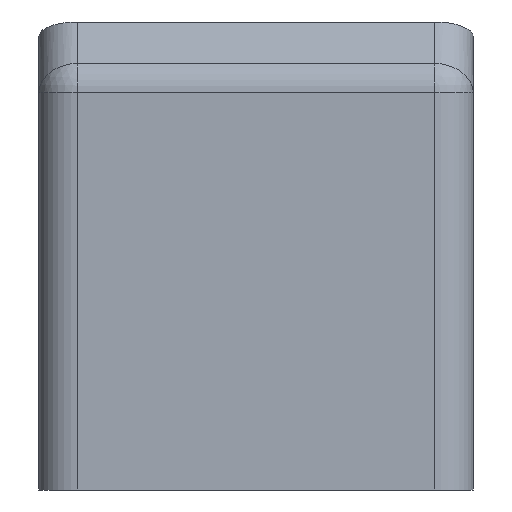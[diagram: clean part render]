
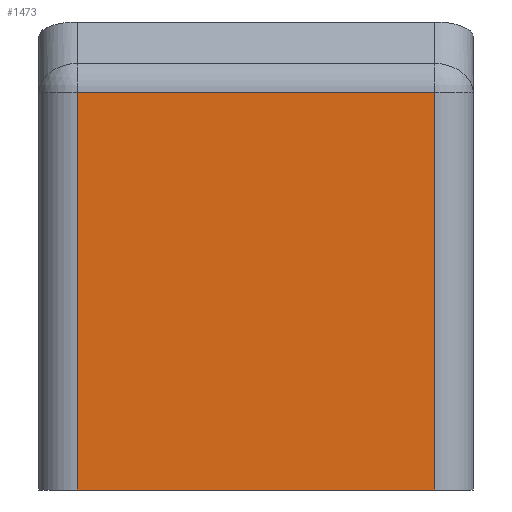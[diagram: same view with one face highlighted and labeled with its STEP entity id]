
A CAD part, front view. The second image highlights one B-rep face of the part: STEP entity #1473.
In plain terms, the highlighted planar face has unit normal (0, -1, 0).
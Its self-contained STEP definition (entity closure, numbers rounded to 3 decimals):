
#77=PLANE('',#1657);
#160=FACE_OUTER_BOUND('',#246,.T.);
#246=EDGE_LOOP('',(#1168,#1169,#1170,#1171));
#302=LINE('',#2206,#438);
#304=LINE('',#2214,#440);
#307=LINE('',#2227,#443);
#348=LINE('',#2430,#484);
#438=VECTOR('',#1749,10.);
#440=VECTOR('',#1757,10.);
#443=VECTOR('',#1772,10.);
#484=VECTOR('',#1925,10.);
#637=VERTEX_POINT('',#2203);
#638=VERTEX_POINT('',#2205);
#641=VERTEX_POINT('',#2213);
#643=VERTEX_POINT('',#2221);
#771=EDGE_CURVE('',#637,#638,#302,.T.);
#775=EDGE_CURVE('',#638,#641,#304,.T.);
#782=EDGE_CURVE('',#641,#643,#307,.T.);
#858=EDGE_CURVE('',#637,#643,#348,.T.);
#1168=ORIENTED_EDGE('',*,*,#771,.F.);
#1169=ORIENTED_EDGE('',*,*,#858,.T.);
#1170=ORIENTED_EDGE('',*,*,#782,.F.);
#1171=ORIENTED_EDGE('',*,*,#775,.F.);
#1473=ADVANCED_FACE('',(#160),#77,.T.);
#1657=AXIS2_PLACEMENT_3D('',#2445,#1946,#1947);
#1749=DIRECTION('',(0.,0.,1.));
#1757=DIRECTION('',(1.,0.,0.));
#1772=DIRECTION('',(0.,0.,-1.));
#1925=DIRECTION('',(1.,0.,0.));
#1946=DIRECTION('center_axis',(0.,-1.,0.));
#1947=DIRECTION('ref_axis',(1.,0.,0.));
#2203=CARTESIAN_POINT('',(-37.229,-84.697,0.));
#2205=CARTESIAN_POINT('',(-37.229,-84.697,82.29));
#2206=CARTESIAN_POINT('',(-37.229,-84.697,0.));
#2213=CARTESIAN_POINT('',(36.771,-84.697,82.29));
#2214=CARTESIAN_POINT('',(-45.229,-84.697,82.29));
#2221=CARTESIAN_POINT('',(36.771,-84.697,0.));
#2227=CARTESIAN_POINT('',(36.771,-84.697,0.));
#2430=CARTESIAN_POINT('',(-45.229,-84.697,0.));
#2445=CARTESIAN_POINT('Origin',(-45.229,-84.697,0.));
